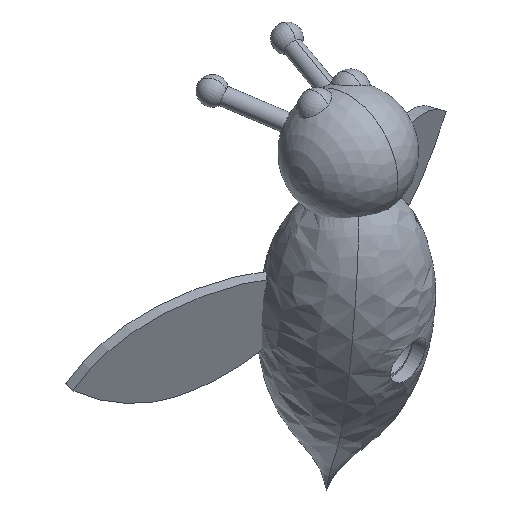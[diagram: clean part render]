
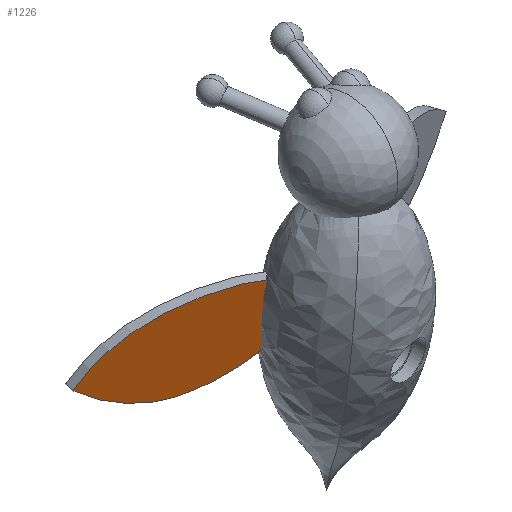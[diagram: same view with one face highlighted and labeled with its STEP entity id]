
A CAD part, isometric view. The second image highlights one B-rep face of the part: STEP entity #1226.
In plain terms, the highlighted face is planar.
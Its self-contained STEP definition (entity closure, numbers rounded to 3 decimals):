
#17 = VERTEX_POINT ( 'NONE', #1125 ) ;
#57 = CARTESIAN_POINT ( 'NONE',  ( 71.137, 51.573, 4.5 ) ) ;
#59 = EDGE_LOOP ( 'NONE', ( #1899, #550 ) ) ;
#74 = AXIS2_PLACEMENT_3D ( 'NONE', #1008, #2224, #1183 ) ;
#454 = FACE_OUTER_BOUND ( 'NONE', #59, .T. ) ;
#477 = VERTEX_POINT ( 'NONE', #1761 ) ;
#550 = ORIENTED_EDGE ( 'NONE', *, *, #787, .T. ) ;
#679 = CARTESIAN_POINT ( 'NONE',  ( 7.917, 40.709, 4.5 ) ) ;
#740 = CARTESIAN_POINT ( 'NONE',  ( -7.354, -20.49, 4.5 ) ) ;
#787 = EDGE_CURVE ( 'NONE', #17, #477, #2045, .T. ) ;
#854 = CARTESIAN_POINT ( 'NONE',  ( -24.733, -18.123, 4.5 ) ) ;
#914 = CARTESIAN_POINT ( 'NONE',  ( 22.768, -17.462, 4.5 ) ) ;
#1008 = CARTESIAN_POINT ( 'NONE',  ( 41.024, -0.24, 4.5 ) ) ;
#1026 = CARTESIAN_POINT ( 'NONE',  ( 67.72, 61.091, 4.5 ) ) ;
#1057 = EDGE_CURVE ( 'NONE', #477, #17, #1522, .T. ) ;
#1093 = CARTESIAN_POINT ( 'NONE',  ( 67.774, 31.471, 4.5 ) ) ;
#1125 = CARTESIAN_POINT ( 'NONE',  ( 67.72, 61.091, 4.5 ) ) ;
#1183 = DIRECTION ( 'NONE',  ( 1., 0., 0. ) ) ;
#1226 = ADVANCED_FACE ( 'NONE', ( #454 ), #1518, .T. ) ;
#1265 = CARTESIAN_POINT ( 'NONE',  ( 67.72, 61.091, 4.5 ) ) ;
#1368 = CARTESIAN_POINT ( 'NONE',  ( 48.422, 57.988, 4.5 ) ) ;
#1518 = PLANE ( 'NONE',  #74 ) ;
#1522 = B_SPLINE_CURVE_WITH_KNOTS ( 'NONE', 3,
 ( #1957, #740, #914, #2129, #1093, #57, #1265 ),
 .UNSPECIFIED., .F., .F.,
 ( 4, 1, 1, 1, 4 ),
 ( 0., 0.383, 0.592, 0.788, 1. ),
 .UNSPECIFIED. ) ;
#1761 = CARTESIAN_POINT ( 'NONE',  ( -24.733, -18.123, 4.5 ) ) ;
#1890 = CARTESIAN_POINT ( 'NONE',  ( -21.446, 5.993, 4.5 ) ) ;
#1899 = ORIENTED_EDGE ( 'NONE', *, *, #1057, .T. ) ;
#1957 = CARTESIAN_POINT ( 'NONE',  ( -24.733, -18.123, 4.5 ) ) ;
#2045 = B_SPLINE_CURVE_WITH_KNOTS ( 'NONE', 3,
 ( #1026, #1368, #679, #1890, #854 ),
 .UNSPECIFIED., .F., .F.,
 ( 4, 1, 4 ),
 ( 0., 0.455, 1. ),
 .UNSPECIFIED. ) ;
#2129 = CARTESIAN_POINT ( 'NONE',  ( 50.554, 7.995, 4.5 ) ) ;
#2224 = DIRECTION ( 'NONE',  ( 0., 0., 1. ) ) ;
